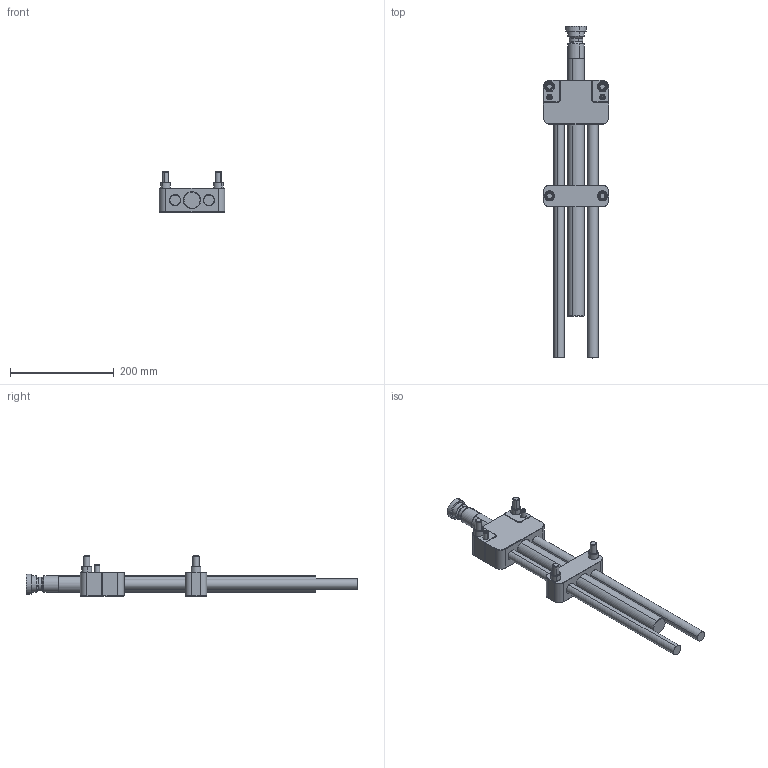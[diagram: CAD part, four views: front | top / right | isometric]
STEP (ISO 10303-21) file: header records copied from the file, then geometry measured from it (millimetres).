
FILE_DESCRIPTION (( 'STEP AP214' ), '1' );
FILE_NAME ('EZ321220.STEP', '2023-12-14T11:44:57', ( '' ), ( '' ), 'SwSTEP 2.0', 'SolidWorks 2021', '' );
FILE_SCHEMA (( 'AUTOMOTIVE_DESIGN' ));
Length unit declared in the file: millimetre
Products named in the file (19): 1BOLA-D4; ZBS050; 3CASQ-EX32; 1DIN9121265_DIN 912 M12 x 40 --- 40C; EZ321220-A; EZ321220-I; EX321200-E; EX321200-B; EX321200-D; EX321200-C; 3MUELLE-EZ32_comprimida; EX321200-F; EX321200-H; 1DIN9121480; EZ321220; 3CASQ-EZ32; 1PCR79791030_ISO 8735-10x24-A-St; 3IMAN6X3; EZ321220-J
Assembly tree (33 placements, depth 2):
  EZ321220
    EZ321220-A
    EX321200-B
    EX321200-C
    EX321200-D  x2
    EX321200-E
    EX321200-F  x2
    EX321200-H
    EZ321220-I
    EZ321220-J  x2
    3CASQ-EX32  x2
    ZBS050  x4
    3MUELLE-EZ32_comprimida  x2
    1PCR79791030_ISO 8735-10x24-A-St  x2
    1BOLA-D4  x2
    1DIN9121265_DIN 912 M12 x 40 --- 40C  x4
    1DIN9121480
    3IMAN6X3  x2
    3CASQ-EZ32  x2
Bounding box: 126 x 638.8 x 77.5 mm (x, y, z)
Volume: 1315703.4 mm3; surface area: 300473.9 mm2
Topology: 37 solids, 37 shells, 932 faces, 2112 edges, 1268 vertices
Faces by surface type: plane 316, cone 244, cylinder 242, torus 114, bspline 8, sphere 8
Entity records: 23936 total; most frequent: CARTESIAN_POINT 8126, DIRECTION 3272, ORIENTED_EDGE 2920, EDGE_CURVE 1460, AXIS2_PLACEMENT_3D 1279, VERTEX_POINT 889, VECTOR 714, LINE 714
